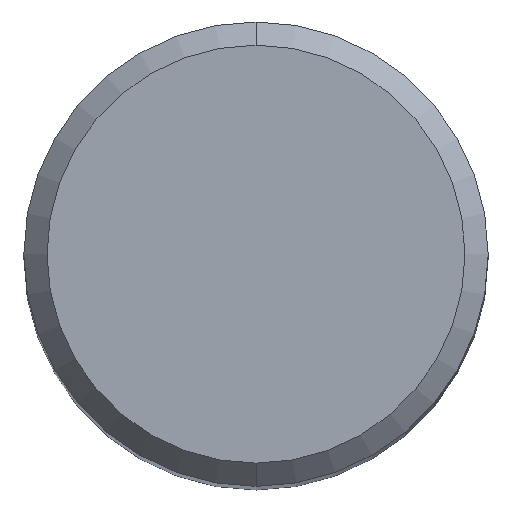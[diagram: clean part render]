
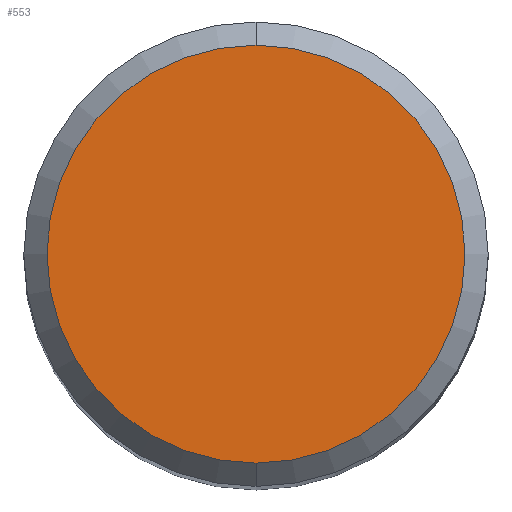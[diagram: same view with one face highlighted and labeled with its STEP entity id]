
A CAD part, top view. The second image highlights one B-rep face of the part: STEP entity #553.
In plain terms, the highlighted planar face has unit normal (0, 0, 1).
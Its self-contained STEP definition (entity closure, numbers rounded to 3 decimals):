
#347=EDGE_CURVE('',#821,#491,#982,.T.);
#491=VERTEX_POINT('',#1144);
#553=ADVANCED_FACE('',(#1210),#1211,.T.);
#647=EDGE_CURVE('',#491,#821,#1312,.T.);
#821=VERTEX_POINT('',#1502);
#982=CIRCLE('',#1672,3.6);
#1144=CARTESIAN_POINT('',(0.,-3.6,0.0));
#1210=FACE_OUTER_BOUND('',#4182,.T.);
#1211=PLANE('',#4183);
#1312=CIRCLE('',#6265,3.6);
#1502=CARTESIAN_POINT('',(0.0,3.6,0.0));
#1672=AXIS2_PLACEMENT_3D('',#7813,#7814,#7815);
#4182=EDGE_LOOP('',(#8061,#8062));
#4183=AXIS2_PLACEMENT_3D('',#8063,#8064,#8065);
#6265=AXIS2_PLACEMENT_3D('',#8175,#8176,#8177);
#7813=CARTESIAN_POINT('',(0.0,0.0,0.0));
#7814=DIRECTION('',(0.0,0.0,-1.0));
#7815=DIRECTION('',(0.0,1.0,0.0));
#8061=ORIENTED_EDGE('',*,*,#347,.F.);
#8062=ORIENTED_EDGE('',*,*,#647,.F.);
#8063=CARTESIAN_POINT('',(0.0,1.8,0.0));
#8064=DIRECTION('',(-0.0,0.0,1.0));
#8065=DIRECTION('',(0.0,-1.0,0.0));
#8175=CARTESIAN_POINT('',(0.0,0.0,0.0));
#8176=DIRECTION('',(0.0,0.0,-1.0));
#8177=DIRECTION('',(0.0,1.0,0.0));
